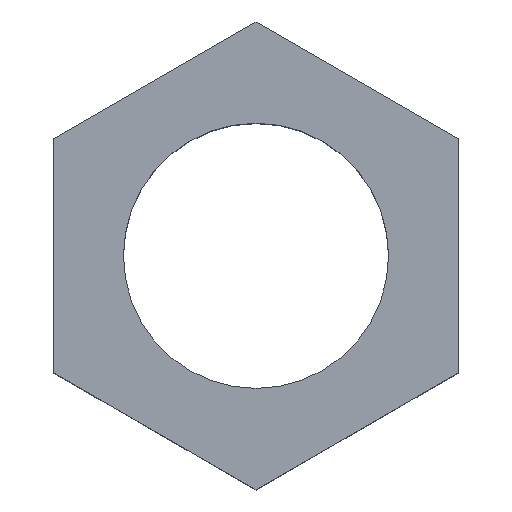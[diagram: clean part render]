
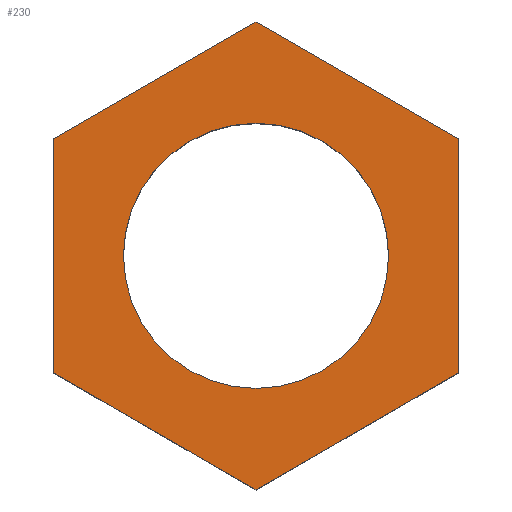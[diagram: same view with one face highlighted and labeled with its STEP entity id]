
A CAD part, top view. The second image highlights one B-rep face of the part: STEP entity #230.
In plain terms, the highlighted planar face has unit normal (0, 0, 1).
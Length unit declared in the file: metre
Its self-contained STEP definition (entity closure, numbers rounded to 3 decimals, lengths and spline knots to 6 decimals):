
#15=LINE('',#405,#27);
#16=LINE('',#408,#28);
#17=LINE('',#410,#29);
#18=LINE('',#412,#30);
#19=LINE('',#414,#31);
#20=LINE('',#416,#32);
#27=VECTOR('',#306,1.);
#28=VECTOR('',#307,1.);
#29=VECTOR('',#308,1.);
#30=VECTOR('',#309,1.);
#31=VECTOR('',#310,1.);
#32=VECTOR('',#311,1.);
#39=PLANE('',#269);
#52=CIRCLE('',#270,0.011784);
#70=ORIENTED_EDGE('',*,*,#134,.F.);
#71=ORIENTED_EDGE('',*,*,#135,.F.);
#72=ORIENTED_EDGE('',*,*,#136,.F.);
#73=ORIENTED_EDGE('',*,*,#137,.F.);
#74=ORIENTED_EDGE('',*,*,#138,.F.);
#75=ORIENTED_EDGE('',*,*,#139,.F.);
#76=ORIENTED_EDGE('',*,*,#140,.T.);
#134=EDGE_CURVE('',#162,#163,#15,.T.);
#135=EDGE_CURVE('',#164,#162,#16,.T.);
#136=EDGE_CURVE('',#165,#164,#17,.T.);
#137=EDGE_CURVE('',#166,#165,#18,.T.);
#138=EDGE_CURVE('',#167,#166,#19,.T.);
#139=EDGE_CURVE('',#163,#167,#20,.T.);
#140=EDGE_CURVE('',#168,#168,#52,.T.);
#162=VERTEX_POINT('',#406);
#163=VERTEX_POINT('',#407);
#164=VERTEX_POINT('',#409);
#165=VERTEX_POINT('',#411);
#166=VERTEX_POINT('',#413);
#167=VERTEX_POINT('',#415);
#168=VERTEX_POINT('',#418);
#188=EDGE_LOOP('',(#70,#71,#72,#73,#74,#75));
#189=EDGE_LOOP('',(#76));
#206=FACE_BOUND('',#188,.T.);
#207=FACE_BOUND('',#189,.T.);
#230=ADVANCED_FACE('',(#206,#207),#39,.F.);
#269=AXIS2_PLACEMENT_3D('',#404,#304,#305);
#270=AXIS2_PLACEMENT_3D('',#417,#312,#313);
#304=DIRECTION('',(0.,0.,-1.));
#305=DIRECTION('',(0.,1.,0.));
#306=DIRECTION('',(-0.866,-0.5,0.));
#307=DIRECTION('',(0.,-1.,0.));
#308=DIRECTION('',(0.866,-0.5,0.));
#309=DIRECTION('',(0.866,0.5,0.));
#310=DIRECTION('',(0.,1.,0.));
#311=DIRECTION('',(-0.866,0.5,0.));
#312=DIRECTION('',(0.,0.,-1.));
#313=DIRECTION('',(0.,1.,0.));
#404=CARTESIAN_POINT('',(0.,0.06435,-0.001425));
#405=CARTESIAN_POINT('',(0.018,0.053958,-0.001425));
#406=CARTESIAN_POINT('',(0.018,0.053958,-0.001425));
#407=CARTESIAN_POINT('',(0.,0.043565,-0.001425));
#408=CARTESIAN_POINT('',(0.018,0.074742,-0.001425));
#409=CARTESIAN_POINT('',(0.018,0.074742,-0.001425));
#410=CARTESIAN_POINT('',(0.,0.085135,-0.001425));
#411=CARTESIAN_POINT('',(0.,0.085135,-0.001425));
#412=CARTESIAN_POINT('',(-0.018,0.074742,-0.001425));
#413=CARTESIAN_POINT('',(-0.018,0.074742,-0.001425));
#414=CARTESIAN_POINT('',(-0.018,0.053958,-0.001425));
#415=CARTESIAN_POINT('',(-0.018,0.053958,-0.001425));
#416=CARTESIAN_POINT('',(0.,0.043565,-0.001425));
#417=CARTESIAN_POINT('',(0.,0.06435,-0.001425));
#418=CARTESIAN_POINT('',(0.,0.076134,-0.001425));
